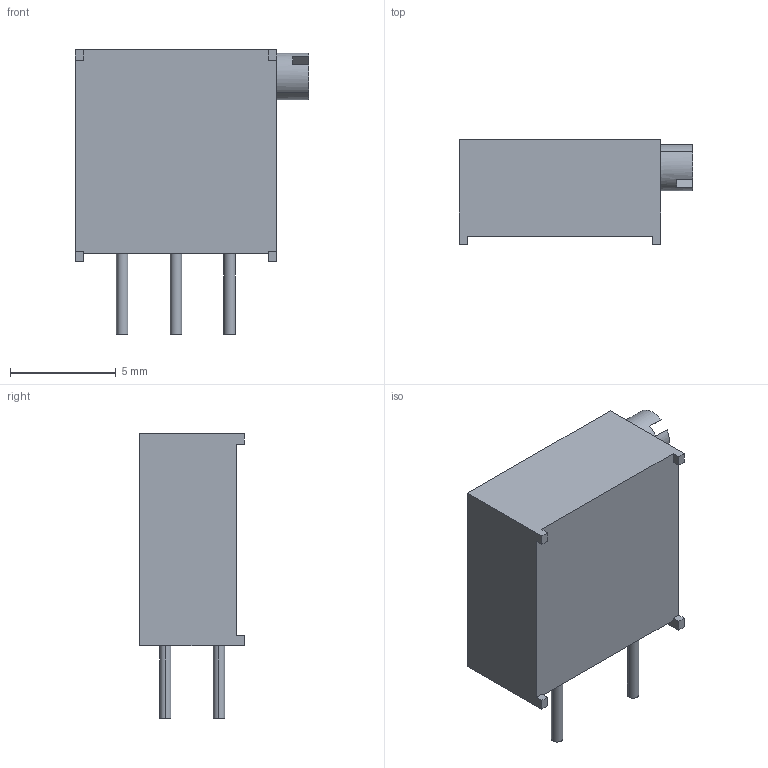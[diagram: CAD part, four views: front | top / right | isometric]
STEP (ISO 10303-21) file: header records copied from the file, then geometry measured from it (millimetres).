
FILE_DESCRIPTION((''),'2;1');
FILE_NAME('TRIM_BOURNS_3296Z.stp','2014-03-31T14:36:41',(''),(''),'Mechanical Desktop 2011','Mechanical Desktop 2011',', , ');
FILE_SCHEMA(('AUTOMOTIVE_DESIGN { 1 2 10303 214 1 1 1 1 }'));
Length unit declared in the file: millimetre
Products named in the file (1): Product
Bounding box: 11.05 x 4.96 x 13.45 mm (x, y, z)
Volume: 430.2 mm3; surface area: 410.9 mm2
Topology: 5 solids, 5 shells, 40 faces, 91 edges, 61 vertices
Faces by surface type: plane 22, bspline 10, cylinder 8
Entity records: 1179 total; most frequent: CARTESIAN_POINT 223, ORIENTED_EDGE 182, DIRECTION 174, EDGE_CURVE 91, VECTOR 70, LINE 70, VERTEX_POINT 61, AXIS2_PLACEMENT_3D 52
